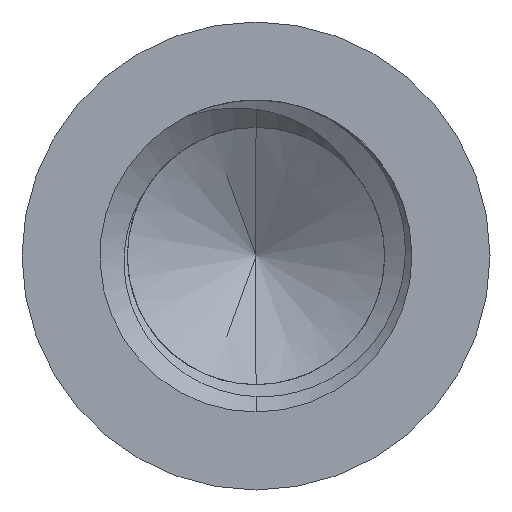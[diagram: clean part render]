
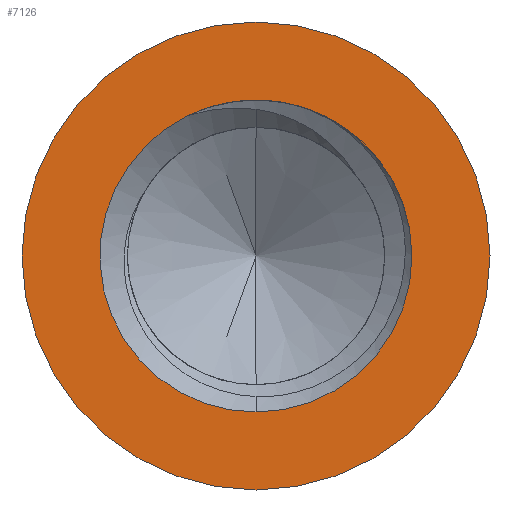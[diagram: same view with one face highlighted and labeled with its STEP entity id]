
A CAD part, front view. The second image highlights one B-rep face of the part: STEP entity #7126.
In plain terms, the highlighted planar face has unit normal (0, -1, 0).
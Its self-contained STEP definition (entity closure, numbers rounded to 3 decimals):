
#20 = DIRECTION ( 'NONE',  ( 0., 0., 1. ) ) ;
#115 = AXIS2_PLACEMENT_3D ( 'NONE', #1644, #2284, #5527 ) ;
#703 = CARTESIAN_POINT ( 'NONE',  ( 0., 0., 0. ) ) ;
#794 = AXIS2_PLACEMENT_3D ( 'NONE', #1441, #5830, #3381 ) ;
#928 = ORIENTED_EDGE ( 'NONE', *, *, #1596, .F. ) ;
#957 = DIRECTION ( 'NONE',  ( 0., 1., 0. ) ) ;
#1065 = DIRECTION ( 'NONE',  ( 0., 1., 0. ) ) ;
#1068 = CARTESIAN_POINT ( 'NONE',  ( 0., 0., 3. ) ) ;
#1229 = CIRCLE ( 'NONE', #794, 3. ) ;
#1346 = EDGE_CURVE ( 'NONE', #8090, #3582, #5946, .T. ) ;
#1441 = CARTESIAN_POINT ( 'NONE',  ( 0., 0., 0. ) ) ;
#1486 = CARTESIAN_POINT ( 'NONE',  ( 0., 0., 0. ) ) ;
#1596 = EDGE_CURVE ( 'NONE', #3816, #3210, #7810, .T. ) ;
#1644 = CARTESIAN_POINT ( 'NONE',  ( 0., 0., 0. ) ) ;
#2031 = ORIENTED_EDGE ( 'NONE', *, *, #4091, .T. ) ;
#2062 = CIRCLE ( 'NONE', #115, 2. ) ;
#2126 = DIRECTION ( 'NONE',  ( 0., 0., 1. ) ) ;
#2244 = CARTESIAN_POINT ( 'NONE',  ( -0.874, 0., 1.799 ) ) ;
#2284 = DIRECTION ( 'NONE',  ( 0., 1., 0. ) ) ;
#2373 = AXIS2_PLACEMENT_3D ( 'NONE', #4786, #1065, #7400 ) ;
#2625 = EDGE_LOOP ( 'NONE', ( #5242, #5621, #2031 ) ) ;
#2626 = EDGE_CURVE ( 'NONE', #3210, #3816, #1229, .T. ) ;
#2662 = AXIS2_PLACEMENT_3D ( 'NONE', #5640, #3797, #20 ) ;
#2723 = CARTESIAN_POINT ( 'NONE',  ( 0., 0., -2. ) ) ;
#2974 = CARTESIAN_POINT ( 'NONE',  ( 0.675, 0., 1.883 ) ) ;
#3210 = VERTEX_POINT ( 'NONE', #1068 ) ;
#3381 = DIRECTION ( 'NONE',  ( 0., 0., 1. ) ) ;
#3582 = VERTEX_POINT ( 'NONE', #2723 ) ;
#3692 = VERTEX_POINT ( 'NONE', #2244 ) ;
#3797 = DIRECTION ( 'NONE',  ( 0., 1., 0. ) ) ;
#3816 = VERTEX_POINT ( 'NONE', #7500 ) ;
#4090 = EDGE_LOOP ( 'NONE', ( #928, #5369 ) ) ;
#4091 = EDGE_CURVE ( 'NONE', #3692, #8090, #5963, .T. ) ;
#4123 = AXIS2_PLACEMENT_3D ( 'NONE', #1486, #957, #2126 ) ;
#4786 = CARTESIAN_POINT ( 'NONE',  ( 0., 0., 0. ) ) ;
#5116 = DIRECTION ( 'NONE',  ( 0., 1., 0. ) ) ;
#5119 = FACE_OUTER_BOUND ( 'NONE', #4090, .T. ) ;
#5211 = FACE_BOUND ( 'NONE', #2625, .T. ) ;
#5242 = ORIENTED_EDGE ( 'NONE', *, *, #1346, .T. ) ;
#5369 = ORIENTED_EDGE ( 'NONE', *, *, #2626, .F. ) ;
#5527 = DIRECTION ( 'NONE',  ( 0., 0., 1. ) ) ;
#5621 = ORIENTED_EDGE ( 'NONE', *, *, #7938, .T. ) ;
#5640 = CARTESIAN_POINT ( 'NONE',  ( 0., 0., 0. ) ) ;
#5750 = DIRECTION ( 'NONE',  ( 0., 0., 1. ) ) ;
#5830 = DIRECTION ( 'NONE',  ( 0., 1., 0. ) ) ;
#5907 = AXIS2_PLACEMENT_3D ( 'NONE', #703, #5116, #5750 ) ;
#5946 = CIRCLE ( 'NONE', #2662, 2. ) ;
#5963 = CIRCLE ( 'NONE', #4123, 2. ) ;
#6021 = PLANE ( 'NONE',  #2373 ) ;
#7126 = ADVANCED_FACE ( 'NONE', ( #5211, #5119 ), #6021, .F. ) ;
#7400 = DIRECTION ( 'NONE',  ( 0., 0., 1. ) ) ;
#7500 = CARTESIAN_POINT ( 'NONE',  ( 0., 0., -3. ) ) ;
#7810 = CIRCLE ( 'NONE', #5907, 3. ) ;
#7938 = EDGE_CURVE ( 'NONE', #3582, #3692, #2062, .T. ) ;
#8090 = VERTEX_POINT ( 'NONE', #2974 ) ;
